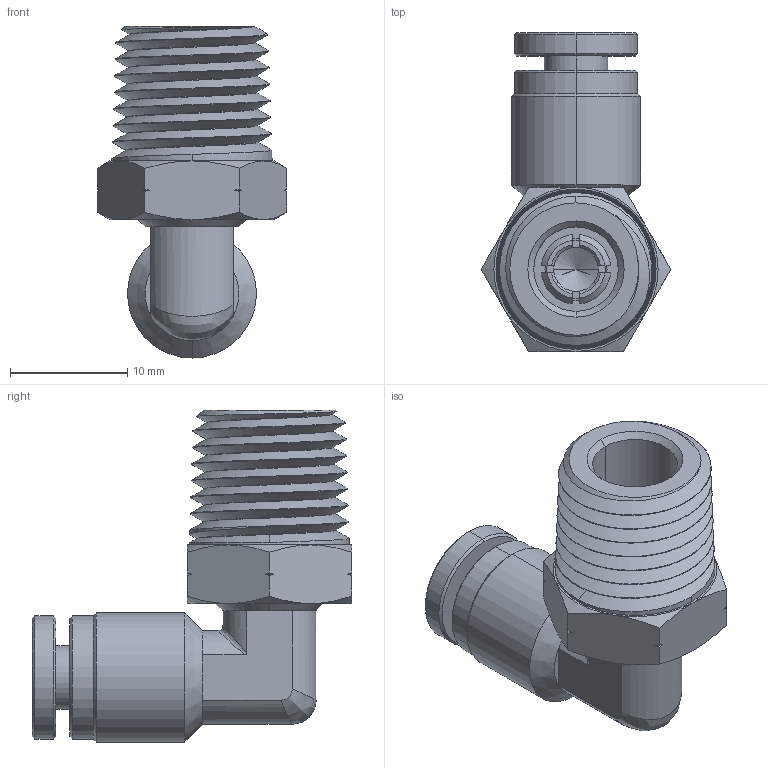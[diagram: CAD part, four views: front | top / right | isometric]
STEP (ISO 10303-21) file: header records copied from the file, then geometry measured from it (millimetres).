
FILE_DESCRIPTION (( 'STEP AP214' ), '1' );
FILE_NAME ('MES1-8N1-4W.STEP', '2018-07-20T16:42:33', ( '' ), ( '' ), 'SwSTEP 2.0', 'SolidWorks 2016', '' );
FILE_SCHEMA (( 'AUTOMOTIVE_DESIGN' ));
Length unit declared in the file: millimetre
Products named in the file (1): MES1-8N1-4W
Bounding box: 16.17 x 27.2 x 28.3 mm (x, y, z)
Volume: 3085.8 mm3; surface area: 4371.3 mm2
Topology: 7 solids, 7 shells, 457 faces, 1213 edges, 780 vertices
Faces by surface type: cone 162, plane 154, cylinder 83, bspline 56, torus 2
Entity records: 23883 total; most frequent: CARTESIAN_POINT 8237, ORIENTED_EDGE 2422, DIRECTION 1928, EDGE_CURVE 1211, VERTEX_POINT 780, AXIS2_PLACEMENT_3D 776, EDGE_LOOP 483, UNCERTAINTY_MEASURE_WITH_UNIT 466
